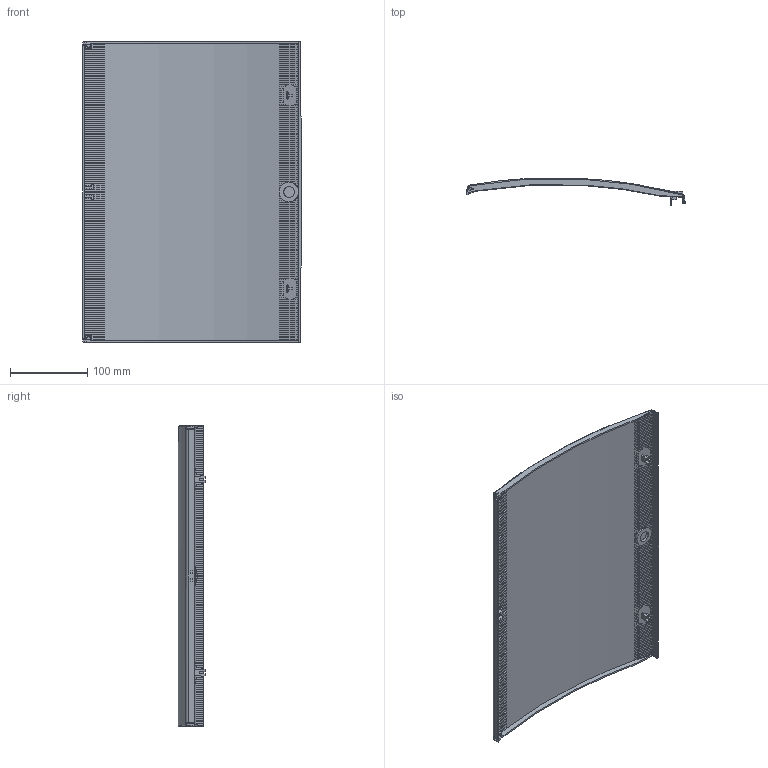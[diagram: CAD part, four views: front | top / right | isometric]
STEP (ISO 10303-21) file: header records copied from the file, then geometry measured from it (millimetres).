
FILE_DESCRIPTION((''),'2;1');
FILE_NAME('ECM_12_PT_ASM','2023-12-13T14:14:27',('klemen.sitar'),('Audax d.o.o.'),'CREO PARAMETRIC BY PTC INC, 2021304','CREO PARAMETRIC BY PTC INC, 2021304','');
FILE_SCHEMA(('AP242_MANAGED_MODEL_BASED_3D_ENGINEERING_MIM_LF { 1 0 10303 442 1 1 4 }'));
Products named in the file (5): VRATA_TROREDNE_TABLE_1_2_1; U36C_1_ASM_1_ASM; U36C_ASM_1_ASM; ECM_36_PT_ASM; ECM_12_PT_ASM
Assembly tree (4 placements, depth 5):
  ECM_12_PT_ASM
    ECM_36_PT_ASM
      U36C_ASM_1_ASM
        U36C_1_ASM_1_ASM
          VRATA_TROREDNE_TABLE_1_2_1
Bounding box: 282.77 x 35.85 x 388.5 mm (x, y, z)
Volume: 247472.1 mm3; surface area: 249472.5 mm2
Topology: 1 solids, 1 shells, 1584 faces, 4699 edges, 3130 vertices
Faces by surface type: plane 981, cylinder 557, cone 34, torus 8, extrusion 4
Entity records: 79479 total; most frequent: CARTESIAN_POINT 10262, ORIENTED_EDGE 9398, DIRECTION 9195, PRESENTATION_STYLE_ASSIGNMENT 6288, STYLED_ITEM 6288, CURVE_STYLE 4703, EDGE_CURVE 4699, VERTEX_POINT 3130
